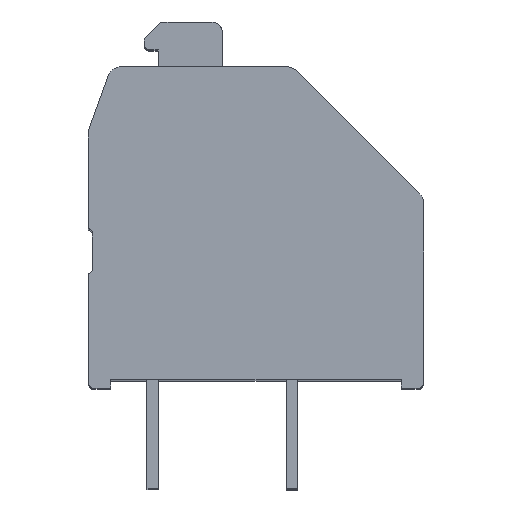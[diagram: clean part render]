
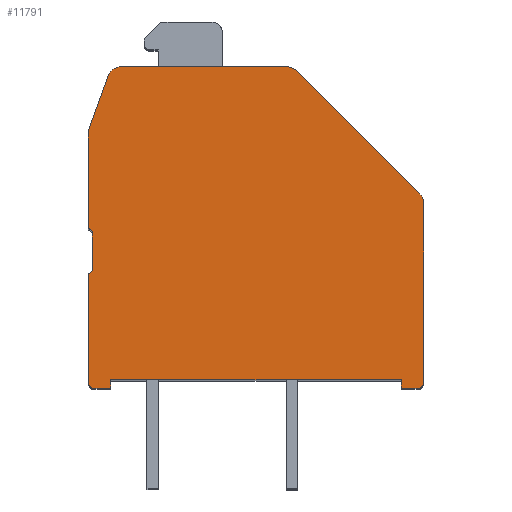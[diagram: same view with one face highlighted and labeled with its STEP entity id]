
A CAD part, top view. The second image highlights one B-rep face of the part: STEP entity #11791.
In plain terms, the highlighted planar face has unit normal (0, 0, 1).
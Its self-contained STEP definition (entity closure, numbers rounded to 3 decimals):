
#50=CIRCLE('',#12066,0.5);
#113=CIRCLE('',#12286,0.15);
#115=CIRCLE('',#12290,0.15);
#117=CIRCLE('',#12295,0.5);
#119=CIRCLE('',#12298,0.5);
#162=CIRCLE('',#12444,0.2);
#163=CIRCLE('',#12450,0.2);
#357=PLANE('',#12451);
#576=LINE('',#15201,#1599);
#875=LINE('',#15970,#1898);
#1027=LINE('',#16343,#2050);
#1032=LINE('',#16354,#2055);
#1037=LINE('',#16368,#2060);
#1044=LINE('',#16385,#2067);
#1103=LINE('',#16485,#2126);
#1108=LINE('',#16501,#2131);
#1235=LINE('',#16860,#2258);
#1236=LINE('',#16862,#2259);
#1238=LINE('',#16866,#2261);
#1240=LINE('',#16870,#2263);
#1599=VECTOR('',#12760,1000.);
#1898=VECTOR('',#13425,1000.);
#2050=VECTOR('',#13735,1000.);
#2055=VECTOR('',#13742,1000.);
#2060=VECTOR('',#13755,1000.);
#2067=VECTOR('',#13770,1000.);
#2126=VECTOR('',#13831,1000.);
#2131=VECTOR('',#13850,1000.);
#2258=VECTOR('',#14269,1000.);
#2259=VECTOR('',#14272,1000.);
#2261=VECTOR('',#14276,1000.);
#2263=VECTOR('',#14280,1000.);
#4049=ORIENTED_EDGE('',*,*,#5734,.T.);
#4050=ORIENTED_EDGE('',*,*,#5738,.F.);
#4051=ORIENTED_EDGE('',*,*,#5741,.T.);
#4052=ORIENTED_EDGE('',*,*,#5744,.F.);
#4053=ORIENTED_EDGE('',*,*,#5750,.T.);
#4054=ORIENTED_EDGE('',*,*,#5986,.T.);
#4055=ORIENTED_EDGE('',*,*,#5988,.T.);
#4056=ORIENTED_EDGE('',*,*,#5989,.T.);
#4057=ORIENTED_EDGE('',*,*,#5729,.T.);
#4058=ORIENTED_EDGE('',*,*,#5991,.T.);
#4059=ORIENTED_EDGE('',*,*,#5993,.T.);
#4060=ORIENTED_EDGE('',*,*,#5994,.T.);
#4061=ORIENTED_EDGE('',*,*,#5809,.T.);
#4062=ORIENTED_EDGE('',*,*,#5813,.T.);
#4063=ORIENTED_EDGE('',*,*,#5148,.T.);
#4064=ORIENTED_EDGE('',*,*,#5200,.T.);
#4065=ORIENTED_EDGE('',*,*,#5539,.T.);
#4066=ORIENTED_EDGE('',*,*,#5816,.T.);
#4067=ORIENTED_EDGE('',*,*,#5818,.T.);
#5148=EDGE_CURVE('',#6406,#6405,#576,.T.);
#5200=EDGE_CURVE('',#6405,#6447,#50,.T.);
#5539=EDGE_CURVE('',#6447,#6692,#875,.T.);
#5729=EDGE_CURVE('',#6835,#6834,#1027,.T.);
#5734=EDGE_CURVE('',#6840,#6839,#1032,.T.);
#5738=EDGE_CURVE('',#6842,#6839,#113,.T.);
#5741=EDGE_CURVE('',#6842,#6844,#1037,.T.);
#5744=EDGE_CURVE('',#6846,#6844,#115,.T.);
#5750=EDGE_CURVE('',#6846,#6850,#1044,.T.);
#5809=EDGE_CURVE('',#6891,#6890,#1103,.T.);
#5813=EDGE_CURVE('',#6890,#6406,#117,.T.);
#5816=EDGE_CURVE('',#6692,#6894,#119,.T.);
#5818=EDGE_CURVE('',#6894,#6840,#1108,.T.);
#5986=EDGE_CURVE('',#6850,#6979,#162,.T.);
#5988=EDGE_CURVE('',#6979,#6980,#1235,.T.);
#5989=EDGE_CURVE('',#6980,#6835,#1236,.T.);
#5991=EDGE_CURVE('',#6834,#6981,#1238,.T.);
#5993=EDGE_CURVE('',#6981,#6982,#1240,.T.);
#5994=EDGE_CURVE('',#6982,#6891,#163,.T.);
#6405=VERTEX_POINT('',#15200);
#6406=VERTEX_POINT('',#15202);
#6447=VERTEX_POINT('',#15303);
#6692=VERTEX_POINT('',#15969);
#6834=VERTEX_POINT('',#16342);
#6835=VERTEX_POINT('',#16344);
#6839=VERTEX_POINT('',#16353);
#6840=VERTEX_POINT('',#16355);
#6842=VERTEX_POINT('',#16361);
#6844=VERTEX_POINT('',#16367);
#6846=VERTEX_POINT('',#16373);
#6850=VERTEX_POINT('',#16384);
#6890=VERTEX_POINT('',#16484);
#6891=VERTEX_POINT('',#16486);
#6894=VERTEX_POINT('',#16497);
#6979=VERTEX_POINT('',#16855);
#6980=VERTEX_POINT('',#16859);
#6981=VERTEX_POINT('',#16865);
#6982=VERTEX_POINT('',#16869);
#7533=EDGE_LOOP('',(#4049,#4050,#4051,#4052,#4053,#4054,#4055,#4056,#4057,
#4058,#4059,#4060,#4061,#4062,#4063,#4064,#4065,#4066,#4067));
#8014=FACE_BOUND('',#7533,.T.);
#11791=ADVANCED_FACE('',(#8014),#357,.T.);
#12066=AXIS2_PLACEMENT_3D('',#15304,#12866,#12867);
#12286=AXIS2_PLACEMENT_3D('',#16362,#13749,#13750);
#12290=AXIS2_PLACEMENT_3D('',#16374,#13761,#13762);
#12295=AXIS2_PLACEMENT_3D('',#16492,#13838,#13839);
#12298=AXIS2_PLACEMENT_3D('',#16498,#13845,#13846);
#12444=AXIS2_PLACEMENT_3D('',#16856,#14264,#14265);
#12450=AXIS2_PLACEMENT_3D('',#16872,#14283,#14284);
#12451=AXIS2_PLACEMENT_3D('',#16873,#14285,#14286);
#12760=DIRECTION('',(-0.707,0.707,0.));
#12866=DIRECTION('',(0.,0.,1.));
#12867=DIRECTION('',(1.,0.,0.));
#13425=DIRECTION('',(-1.,0.,0.));
#13735=DIRECTION('',(1.,0.,0.));
#13742=DIRECTION('',(0.,-1.,0.));
#13749=DIRECTION('',(0.,0.,1.));
#13750=DIRECTION('',(1.,0.,0.));
#13755=DIRECTION('',(0.,-1.,0.));
#13761=DIRECTION('',(0.,0.,1.));
#13762=DIRECTION('',(1.,0.,0.));
#13770=DIRECTION('',(0.,-1.,0.));
#13831=DIRECTION('',(0.,1.,0.));
#13838=DIRECTION('',(0.,0.,1.));
#13839=DIRECTION('',(1.,0.,0.));
#13845=DIRECTION('',(0.,0.,1.));
#13846=DIRECTION('',(1.,0.,0.));
#13850=DIRECTION('',(-0.342,-0.94,0.));
#14264=DIRECTION('',(0.,0.,1.));
#14265=DIRECTION('',(1.,0.,0.));
#14269=DIRECTION('',(1.,0.,0.));
#14272=DIRECTION('',(0.,1.,0.));
#14276=DIRECTION('',(0.,-1.,0.));
#14280=DIRECTION('',(1.,0.,0.));
#14283=DIRECTION('',(0.,0.,1.));
#14284=DIRECTION('',(1.,0.,0.));
#14285=DIRECTION('',(0.,0.,1.));
#14286=DIRECTION('',(1.,0.,0.));
#15200=CARTESIAN_POINT('',(0.146,11.354,26.9));
#15201=CARTESIAN_POINT('',(4.554,6.946,26.9));
#15202=CARTESIAN_POINT('',(4.554,6.946,26.9));
#15303=CARTESIAN_POINT('',(-0.207,11.5,26.9));
#15304=CARTESIAN_POINT('',(-0.207,11.,26.9));
#15969=CARTESIAN_POINT('',(-6.113,11.5,26.9));
#15970=CARTESIAN_POINT('',(-0.207,11.5,26.9));
#16342=CARTESIAN_POINT('',(3.9,0.3,26.9));
#16343=CARTESIAN_POINT('',(-6.5,0.3,26.9));
#16344=CARTESIAN_POINT('',(-6.5,0.3,26.9));
#16353=CARTESIAN_POINT('',(-7.3,5.7,26.9));
#16354=CARTESIAN_POINT('',(-7.3,9.2,26.9));
#16355=CARTESIAN_POINT('',(-7.3,9.2,26.9));
#16361=CARTESIAN_POINT('',(-7.15,5.55,26.9));
#16362=CARTESIAN_POINT('',(-7.3,5.55,26.9));
#16367=CARTESIAN_POINT('',(-7.15,4.25,26.9));
#16368=CARTESIAN_POINT('',(-7.15,5.55,26.9));
#16373=CARTESIAN_POINT('',(-7.3,4.1,26.9));
#16374=CARTESIAN_POINT('',(-7.3,4.25,26.9));
#16384=CARTESIAN_POINT('',(-7.3,0.2,26.9));
#16385=CARTESIAN_POINT('',(-7.3,4.1,26.9));
#16484=CARTESIAN_POINT('',(4.7,6.593,26.9));
#16485=CARTESIAN_POINT('',(4.7,0.2,26.9));
#16486=CARTESIAN_POINT('',(4.7,0.2,26.9));
#16492=CARTESIAN_POINT('',(4.2,6.593,26.9));
#16497=CARTESIAN_POINT('',(-6.583,11.171,26.9));
#16498=CARTESIAN_POINT('',(-6.113,11.,26.9));
#16501=CARTESIAN_POINT('',(-6.583,11.171,26.9));
#16855=CARTESIAN_POINT('',(-7.1,0.,26.9));
#16856=CARTESIAN_POINT('',(-7.1,0.2,26.9));
#16859=CARTESIAN_POINT('',(-6.5,0.,26.9));
#16860=CARTESIAN_POINT('',(-7.1,0.,26.9));
#16862=CARTESIAN_POINT('',(-6.5,0.,26.9));
#16865=CARTESIAN_POINT('',(3.9,0.,26.9));
#16866=CARTESIAN_POINT('',(3.9,0.3,26.9));
#16869=CARTESIAN_POINT('',(4.5,0.,26.9));
#16870=CARTESIAN_POINT('',(3.9,0.,26.9));
#16872=CARTESIAN_POINT('',(4.5,0.2,26.9));
#16873=CARTESIAN_POINT('',(-7.3,5.55,26.9));
